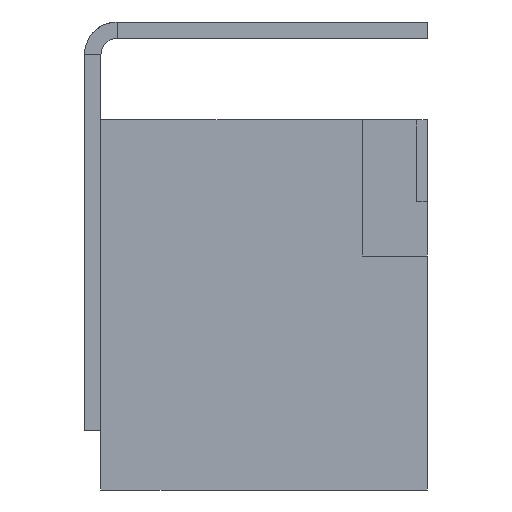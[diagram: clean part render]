
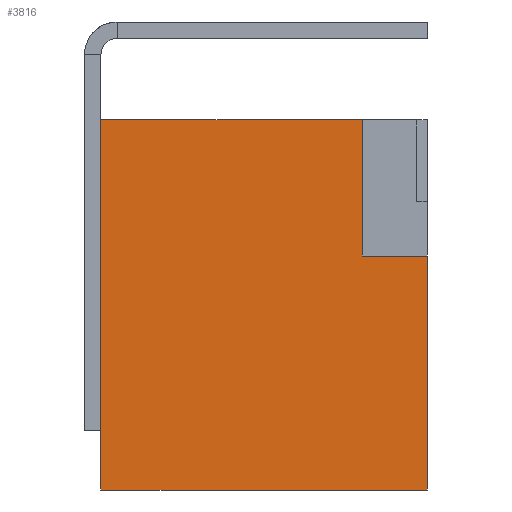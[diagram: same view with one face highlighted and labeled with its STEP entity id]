
A CAD part, left-side view. The second image highlights one B-rep face of the part: STEP entity #3816.
In plain terms, the highlighted planar face has unit normal (-1, 0, 0).
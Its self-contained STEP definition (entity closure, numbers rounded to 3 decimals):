
#3816=ADVANCED_FACE('',(#9796),#9798,.F.);
#9796=FACE_BOUND('',#9797,.T.);
#9797=EDGE_LOOP('',(#12111,#12112,#12113,#12114,#12115,#12116));
#9798=PLANE('',#9799);
#9799=AXIS2_PLACEMENT_3D('',#9800,#9801,#9802);
#9800=CARTESIAN_POINT('',(-6.25,-3.,6.8));
#9801=DIRECTION('',(1.,0.,0.));
#9802=DIRECTION('',(0.,0.,-1.));
#12111=ORIENTED_EDGE('',*,*,#13333,.F.);
#12112=ORIENTED_EDGE('',*,*,#13334,.F.);
#12113=ORIENTED_EDGE('',*,*,#13335,.T.);
#12114=ORIENTED_EDGE('',*,*,#13336,.T.);
#12115=ORIENTED_EDGE('',*,*,#13337,.F.);
#12116=ORIENTED_EDGE('',*,*,#13338,.F.);
#13333=EDGE_CURVE('',#15222,#15223,#15224,.T.);
#13334=EDGE_CURVE('',#15225,#15222,#15226,.T.);
#13335=EDGE_CURVE('',#15225,#15227,#15228,.T.);
#13336=EDGE_CURVE('',#15227,#15229,#15230,.T.);
#13337=EDGE_CURVE('',#15231,#15229,#15232,.T.);
#13338=EDGE_CURVE('',#15223,#15231,#15233,.T.);
#15222=VERTEX_POINT('',#26976);
#15223=VERTEX_POINT('',#26977);
#15224=LINE('',#26978,#26979);
#15225=VERTEX_POINT('',#26981);
#15226=LINE('',#26982,#26983);
#15227=VERTEX_POINT('',#26985);
#15228=LINE('',#26986,#26987);
#15229=VERTEX_POINT('',#26989);
#15230=LINE('',#26990,#26991);
#15231=VERTEX_POINT('',#26993);
#15232=LINE('',#26994,#26995);
#15233=LINE('',#26997,#26998);
#26976=CARTESIAN_POINT('',(-6.25,-1.8,6.8));
#26977=CARTESIAN_POINT('',(-6.25,-1.8,4.3));
#26978=CARTESIAN_POINT('',(-6.25,-1.8,6.8));
#26979=VECTOR('',#26980,1.);
#26980=DIRECTION('',(0.,0.,-1.));
#26981=CARTESIAN_POINT('',(-6.25,3.,6.8));
#26982=CARTESIAN_POINT('',(-6.25,3.,6.8));
#26983=VECTOR('',#26984,1.);
#26984=DIRECTION('',(0.,-1.,0.));
#26985=CARTESIAN_POINT('',(-6.25,3.,0.));
#26986=CARTESIAN_POINT('',(-6.25,3.,6.8));
#26987=VECTOR('',#26988,1.);
#26988=DIRECTION('',(0.,0.,-1.));
#26989=CARTESIAN_POINT('',(-6.25,-3.,0.));
#26990=CARTESIAN_POINT('',(-6.25,3.,0.));
#26991=VECTOR('',#26992,1.);
#26992=DIRECTION('',(0.,-1.,0.));
#26993=CARTESIAN_POINT('',(-6.25,-3.,4.3));
#26994=CARTESIAN_POINT('',(-6.25,-3.,4.3));
#26995=VECTOR('',#26996,1.);
#26996=DIRECTION('',(0.,0.,-1.));
#26997=CARTESIAN_POINT('',(-6.25,-1.8,4.3));
#26998=VECTOR('',#26999,1.);
#26999=DIRECTION('',(0.,-1.,0.));
